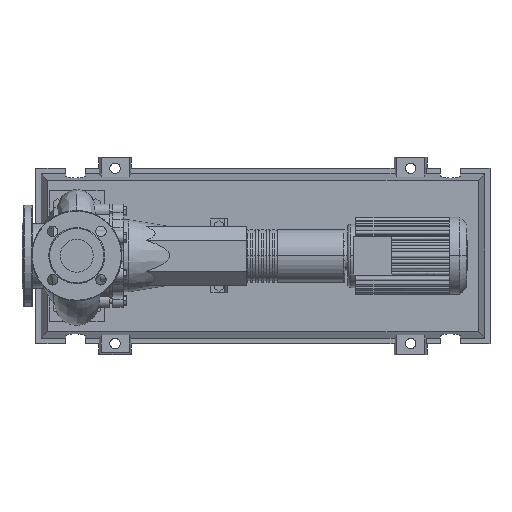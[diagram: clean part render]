
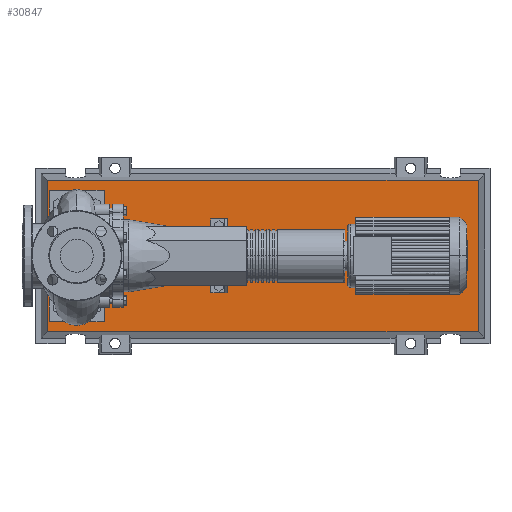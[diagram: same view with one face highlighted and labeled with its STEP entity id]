
A CAD part, top view. The second image highlights one B-rep face of the part: STEP entity #30847.
In plain terms, the highlighted planar face has unit normal (0, 0, 1).
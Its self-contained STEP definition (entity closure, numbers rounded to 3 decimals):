
#30528=CARTESIAN_POINT('',(733.292,-138.292,83.0));
#30529=VERTEX_POINT('',#30528);
#30536=CARTESIAN_POINT('',(-53.292,-138.292,83.0));
#30537=VERTEX_POINT('',#30536);
#30538=CARTESIAN_POINT('',(733.292,-138.292,83.0));
#30539=DIRECTION('',(-1.0,0.0,0.0));
#30540=VECTOR('',#30539,786.584);
#30541=LINE('',#30538,#30540);
#30542=EDGE_CURVE('',#30529,#30537,#30541,.T.);
#30760=CARTESIAN_POINT('',(733.292,138.292,83.0));
#30761=VERTEX_POINT('',#30760);
#30762=CARTESIAN_POINT('',(733.292,138.292,83.0));
#30763=DIRECTION('',(0.0,-1.0,0.0));
#30764=VECTOR('',#30763,276.584);
#30765=LINE('',#30762,#30764);
#30766=EDGE_CURVE('',#30761,#30529,#30765,.T.);
#30784=CARTESIAN_POINT('',(-53.292,138.292,83.0));
#30785=VERTEX_POINT('',#30784);
#30786=CARTESIAN_POINT('',(-53.292,-138.292,83.0));
#30787=DIRECTION('',(0.0,1.0,0.0));
#30788=VECTOR('',#30787,276.584);
#30789=LINE('',#30786,#30788);
#30790=EDGE_CURVE('',#30537,#30785,#30789,.T.);
#30823=CARTESIAN_POINT('',(-53.292,138.292,83.0));
#30824=DIRECTION('',(1.0,0.0,0.0));
#30825=VECTOR('',#30824,786.584);
#30826=LINE('',#30823,#30825);
#30827=EDGE_CURVE('',#30785,#30761,#30826,.T.);
#30836=CARTESIAN_POINT('',(340.,0.,83.0));
#30837=DIRECTION('',(0.0,0.0,1.0));
#30838=DIRECTION('',(1.0,0.0,0.0));
#30839=AXIS2_PLACEMENT_3D('',#30836,#30837,#30838);
#30840=PLANE('',#30839);
#30841=ORIENTED_EDGE('',*,*,#30766,.F.);
#30842=ORIENTED_EDGE('',*,*,#30827,.F.);
#30843=ORIENTED_EDGE('',*,*,#30790,.F.);
#30844=ORIENTED_EDGE('',*,*,#30542,.F.);
#30845=EDGE_LOOP('',(#30841,#30842,#30843,#30844));
#30846=FACE_OUTER_BOUND('',#30845,.T.);
#30847=ADVANCED_FACE('',(#30846),#30840,.T.);
